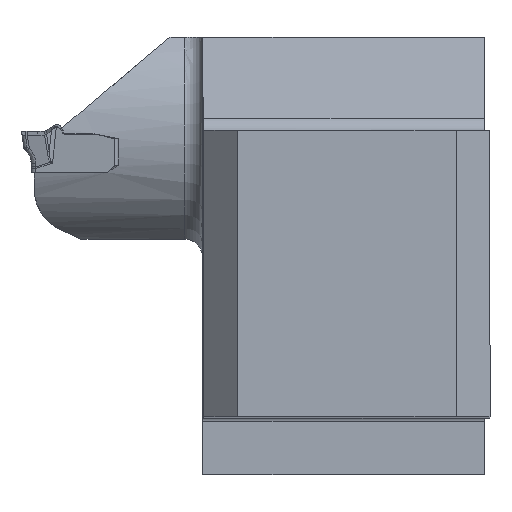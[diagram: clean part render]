
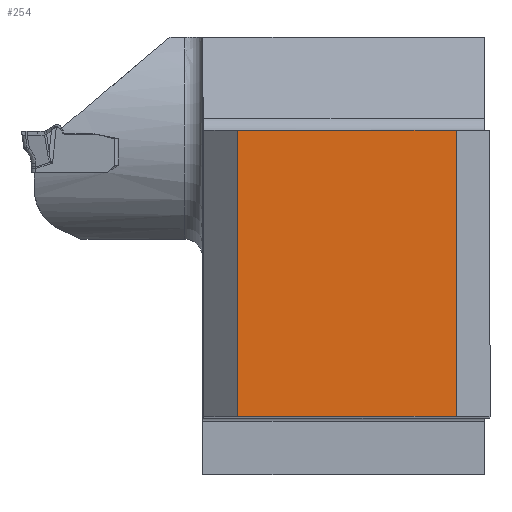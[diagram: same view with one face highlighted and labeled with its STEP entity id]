
A CAD part, top view. The second image highlights one B-rep face of the part: STEP entity #254.
In plain terms, the highlighted planar face has unit normal (0, 0, 1).
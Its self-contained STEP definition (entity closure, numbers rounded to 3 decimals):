
#254=ADVANCED_FACE('CU_BACK_SU1',(#402),#355,.F.);
#355=PLANE('',#1979);
#402=FACE_OUTER_BOUND('',#505,.T.);
#505=EDGE_LOOP('',(#934,#935,#936,#937));
#627=LINE('',#2691,#765);
#628=LINE('',#2694,#766);
#629=LINE('',#2696,#767);
#630=LINE('',#2698,#768);
#765=VECTOR('',#2191,1.);
#766=VECTOR('',#2192,1.);
#767=VECTOR('',#2193,1.);
#768=VECTOR('',#2194,1.);
#934=ORIENTED_EDGE('',*,*,#1631,.F.);
#935=ORIENTED_EDGE('',*,*,#1632,.T.);
#936=ORIENTED_EDGE('',*,*,#1633,.T.);
#937=ORIENTED_EDGE('',*,*,#1634,.F.);
#1458=VERTEX_POINT('',#2692);
#1459=VERTEX_POINT('',#2693);
#1460=VERTEX_POINT('',#2695);
#1461=VERTEX_POINT('',#2697);
#1631=EDGE_CURVE('',#1458,#1459,#627,.T.);
#1632=EDGE_CURVE('',#1458,#1460,#628,.T.);
#1633=EDGE_CURVE('',#1460,#1461,#629,.T.);
#1634=EDGE_CURVE('',#1459,#1461,#630,.T.);
#1979=AXIS2_PLACEMENT_3D('',#2699,#2195,#2196);
#2191=DIRECTION('',(0.,1.,0.));
#2192=DIRECTION('',(1.,0.,0.));
#2193=DIRECTION('',(0.,1.,0.));
#2194=DIRECTION('',(1.,0.,0.));
#2195=DIRECTION('',(0.,0.,-1.));
#2196=DIRECTION('',(-1.,0.,0.));
#2691=CARTESIAN_POINT('',(-22.325,0.,0.));
#2692=CARTESIAN_POINT('',(-22.325,0.,0.));
#2693=CARTESIAN_POINT('',(-22.325,25.325,0.));
#2694=CARTESIAN_POINT('',(-110.,0.,0.));
#2695=CARTESIAN_POINT('',(-3.,0.,0.));
#2696=CARTESIAN_POINT('',(-3.,0.,0.));
#2697=CARTESIAN_POINT('',(-3.,25.325,0.));
#2698=CARTESIAN_POINT('',(-110.,25.325,0.));
#2699=CARTESIAN_POINT('',(23.266,35.325,0.));
